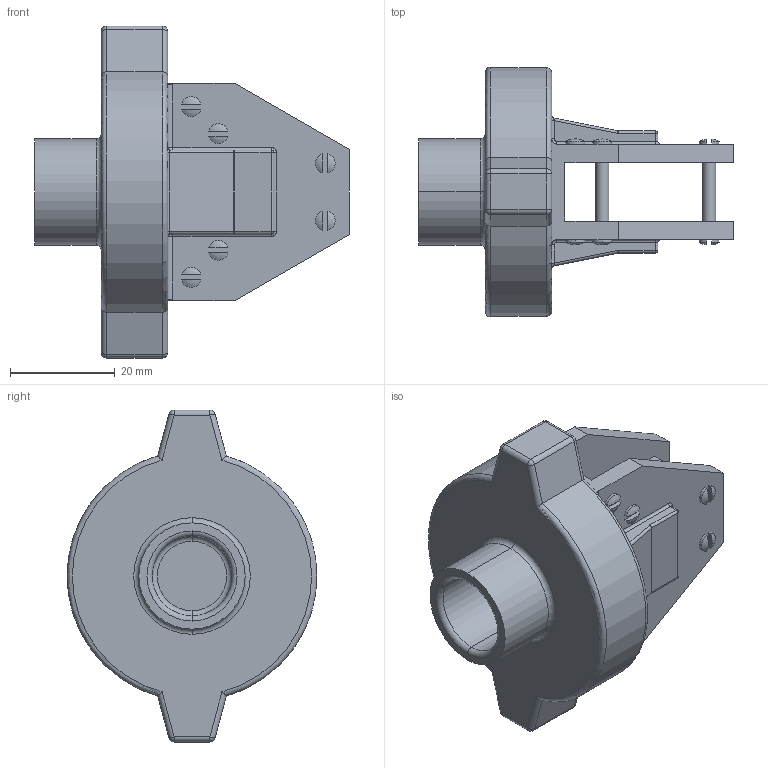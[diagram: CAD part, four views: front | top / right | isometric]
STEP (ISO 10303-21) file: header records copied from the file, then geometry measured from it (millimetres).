
FILE_DESCRIPTION (( 'STEP AP214' ), '1' );
FILE_NAME ('metacarples.STEP', '2014-04-10T19:41:11', ( 'Xing Gao' ), ( 'MathWorks' ), 'SwSTEP 2.0', 'SolidWorks 2013', '' );
FILE_SCHEMA (( 'AUTOMOTIVE_DESIGN' ));
Length unit declared in the file: centimetre
Products named in the file (1): metacarples
Bounding box: 60.1 x 47.73 x 63.5 mm (x, y, z)
Volume: 37528 mm3; surface area: 13023.4 mm2
Topology: 1 solids, 1 shells, 226 faces, 512 edges, 310 vertices
Faces by surface type: cylinder 96, plane 64, sphere 36, torus 22, bspline 8
Entity records: 8024 total; most frequent: CARTESIAN_POINT 1325, DIRECTION 1150, ORIENTED_EDGE 1016, EDGE_CURVE 508, AXIS2_PLACEMENT_3D 455, VERTEX_POINT 310, EDGE_LOOP 260, LINE 240
